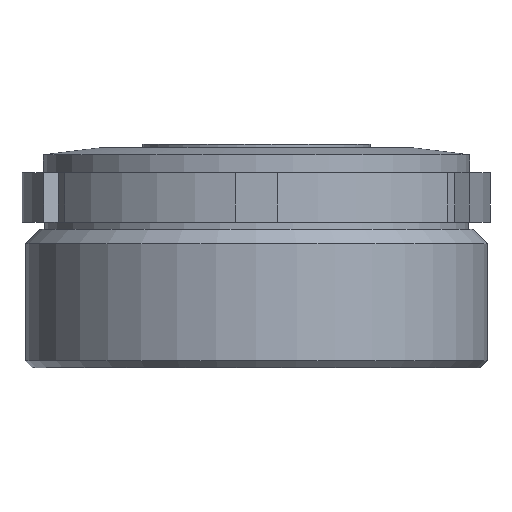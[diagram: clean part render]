
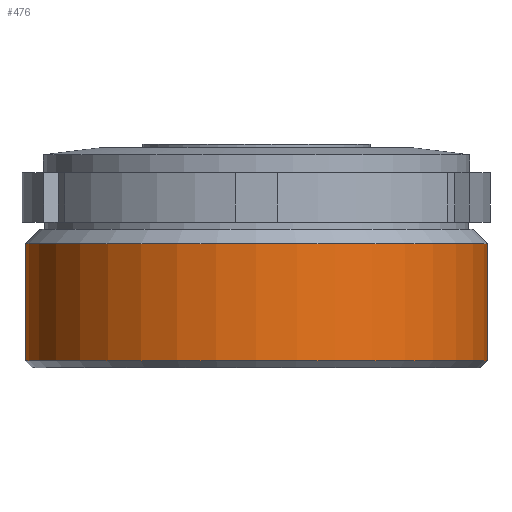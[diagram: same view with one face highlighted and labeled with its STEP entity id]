
A CAD part, front view. The second image highlights one B-rep face of the part: STEP entity #476.
In plain terms, the highlighted cylindrical face has radius 65 mm (diameter 130 mm), a partial arc.
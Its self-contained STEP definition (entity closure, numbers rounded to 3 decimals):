
#474 = EDGE_LOOP ( 'NONE', ( #482, #475, #567, #623 ) ) ;
#475 = ORIENTED_EDGE ( 'NONE', *, *, #507, .T. ) ;
#476 = ADVANCED_FACE ( 'NONE', ( #1703 ), #1699, .T. ) ;
#482 = ORIENTED_EDGE ( 'NONE', *, *, #3220, .F. ) ;
#507 = EDGE_CURVE ( 'NONE', #3195, #3189, #1835, .T. ) ;
#567 = ORIENTED_EDGE ( 'NONE', *, *, #3211, .T. ) ;
#623 = ORIENTED_EDGE ( 'NONE', *, *, #3160, .T. ) ;
#1684 = CARTESIAN_POINT ( 'NONE',  ( 0., 0., 39. ) ) ;
#1694 = DIRECTION ( 'NONE',  ( -1., 0., 0. ) ) ;
#1696 = DIRECTION ( 'NONE',  ( 0., 0., -1. ) ) ;
#1697 = AXIS2_PLACEMENT_3D ( 'NONE', #1684, #1696, #1694 ) ;
#1699 = CYLINDRICAL_SURFACE ( 'NONE', #1697, 65. ) ;
#1703 = FACE_OUTER_BOUND ( 'NONE', #474, .T. ) ;
#1835 = CIRCLE ( 'NONE', #1862, 65. ) ;
#1846 = DIRECTION ( 'NONE',  ( 1., 0., 0. ) ) ;
#1860 = DIRECTION ( 'NONE',  ( 0., 0., -1. ) ) ;
#1861 = CARTESIAN_POINT ( 'NONE',  ( 0., 0., 35. ) ) ;
#1862 = AXIS2_PLACEMENT_3D ( 'NONE', #1861, #1860, #1846 ) ;
#3143 = VERTEX_POINT ( 'NONE', #3593 ) ;
#3154 = VERTEX_POINT ( 'NONE', #3622 ) ;
#3160 = EDGE_CURVE ( 'NONE', #3143, #3154, #3641, .T. ) ;
#3189 = VERTEX_POINT ( 'NONE', #3703 ) ;
#3195 = VERTEX_POINT ( 'NONE', #3766 ) ;
#3211 = EDGE_CURVE ( 'NONE', #3189, #3143, #3805, .T. ) ;
#3220 = EDGE_CURVE ( 'NONE', #3195, #3154, #3785, .T. ) ;
#3593 = CARTESIAN_POINT ( 'NONE',  ( -65., 0., 2. ) ) ;
#3622 = CARTESIAN_POINT ( 'NONE',  ( 65., 0., 2. ) ) ;
#3637 = CARTESIAN_POINT ( 'NONE',  ( 0., 0., 2. ) ) ;
#3638 = DIRECTION ( 'NONE',  ( 1., 0., 0. ) ) ;
#3639 = DIRECTION ( 'NONE',  ( 0., 0., 1. ) ) ;
#3640 = AXIS2_PLACEMENT_3D ( 'NONE', #3637, #3639, #3638 ) ;
#3641 = CIRCLE ( 'NONE', #3640, 65. ) ;
#3703 = CARTESIAN_POINT ( 'NONE',  ( -65., 0., 35. ) ) ;
#3766 = CARTESIAN_POINT ( 'NONE',  ( 65., 0., 35. ) ) ;
#3785 = LINE ( 'NONE', #3823, #3822 ) ;
#3804 = CARTESIAN_POINT ( 'NONE',  ( -65., 0., 39. ) ) ;
#3805 = LINE ( 'NONE', #3804, #3807 ) ;
#3807 = VECTOR ( 'NONE', #3810, 1000. ) ;
#3810 = DIRECTION ( 'NONE',  ( 0., 0., -1. ) ) ;
#3821 = DIRECTION ( 'NONE',  ( 0., 0., -1. ) ) ;
#3822 = VECTOR ( 'NONE', #3821, 1000. ) ;
#3823 = CARTESIAN_POINT ( 'NONE',  ( 65., 0., 39. ) ) ;
